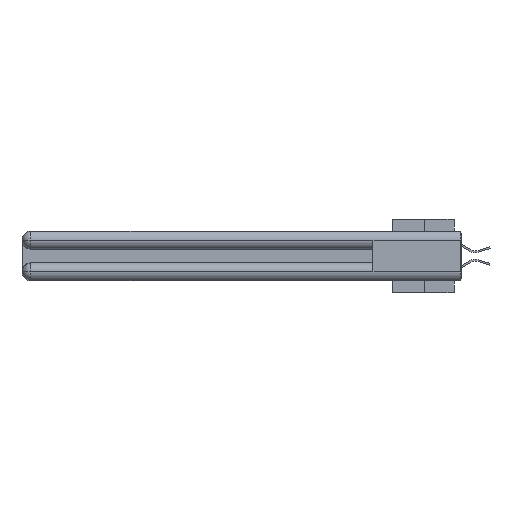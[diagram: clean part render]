
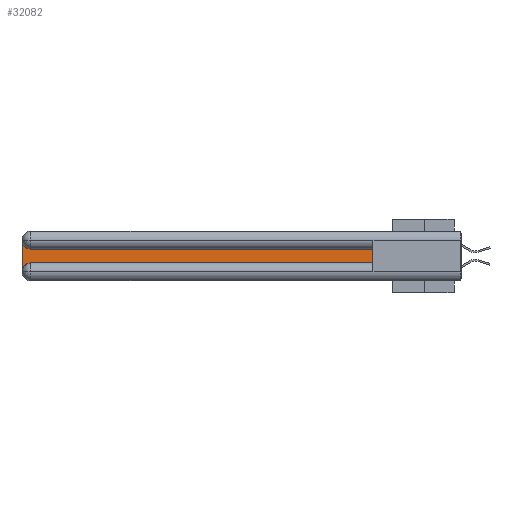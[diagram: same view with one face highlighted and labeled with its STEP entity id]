
A CAD part, left-side view. The second image highlights one B-rep face of the part: STEP entity #32082.
In plain terms, the highlighted planar face has unit normal (-1, 0, 0).
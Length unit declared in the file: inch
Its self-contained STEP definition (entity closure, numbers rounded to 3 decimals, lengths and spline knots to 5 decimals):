
#2237 = CARTESIAN_POINT ( 'NONE',  ( 0.075, 3., -0.0625 ) ) ;
#2490 = LINE ( 'NONE', #14152, #6066 ) ;
#2991 = CARTESIAN_POINT ( 'NONE',  ( 0.075, 3., -0.1225 ) ) ;
#3188 = AXIS2_PLACEMENT_3D ( 'NONE', #2991, #34988, #11992 ) ;
#4203 = VERTEX_POINT ( 'NONE', #15026 ) ;
#5542 = DIRECTION ( 'NONE',  ( 0., -1., 0. ) ) ;
#5595 = EDGE_CURVE ( 'NONE', #10385, #17588, #2490, .T. ) ;
#6066 = VECTOR ( 'NONE', #5542, 39.37008 ) ;
#7045 = LINE ( 'NONE', #12430, #37403 ) ;
#9957 = DIRECTION ( 'NONE',  ( 0., 0., 1. ) ) ;
#10385 = VERTEX_POINT ( 'NONE', #17142 ) ;
#11084 = VERTEX_POINT ( 'NONE', #36287 ) ;
#11617 = PLANE ( 'NONE',  #3188 ) ;
#11992 = DIRECTION ( 'NONE',  ( 0., 0., -1. ) ) ;
#12430 = CARTESIAN_POINT ( 'NONE',  ( 0.075, 3., -0.2175 ) ) ;
#13177 = DIRECTION ( 'NONE',  ( 0., 0., -1. ) ) ;
#14152 = CARTESIAN_POINT ( 'NONE',  ( 0.075, 0.6, -0.2175 ) ) ;
#14461 = FACE_OUTER_BOUND ( 'NONE', #25829, .T. ) ;
#15026 = CARTESIAN_POINT ( 'NONE',  ( 0.075, 0.6, -0.1225 ) ) ;
#15594 = EDGE_CURVE ( 'NONE', #11084, #33285, #31243, .T. ) ;
#16310 = EDGE_CURVE ( 'NONE', #17588, #4203, #18549, .T. ) ;
#16598 = VECTOR ( 'NONE', #9957, 39.37008 ) ;
#16694 = EDGE_CURVE ( 'NONE', #33285, #29798, #7045, .T. ) ;
#17142 = CARTESIAN_POINT ( 'NONE',  ( 0.075, 2.94, -0.2175 ) ) ;
#17291 = ORIENTED_EDGE ( 'NONE', *, *, #19644, .T. ) ;
#17588 = VERTEX_POINT ( 'NONE', #31607 ) ;
#18549 = LINE ( 'NONE', #30242, #16598 ) ;
#19644 = EDGE_CURVE ( 'NONE', #29798, #10385, #21701, .T. ) ;
#20902 = DIRECTION ( 'NONE',  ( 1., 0., 0. ) ) ;
#21701 = CIRCLE ( 'NONE', #31485, 0.06 ) ;
#21952 = ORIENTED_EDGE ( 'NONE', *, *, #34600, .T. ) ;
#24898 = ORIENTED_EDGE ( 'NONE', *, *, #5595, .T. ) ;
#25676 = DIRECTION ( 'NONE',  ( 0., 1., 0. ) ) ;
#25829 = EDGE_LOOP ( 'NONE', ( #21952, #29212, #35283, #17291, #24898, #31892 ) ) ;
#26026 = CARTESIAN_POINT ( 'NONE',  ( 0.075, 3., -0.2775 ) ) ;
#26648 = CARTESIAN_POINT ( 'NONE',  ( 0.075, 2.94, -0.0625 ) ) ;
#26851 = DIRECTION ( 'NONE',  ( 0., 0., -1. ) ) ;
#26954 = DIRECTION ( 'NONE',  ( 0., 0., -1. ) ) ;
#27530 = DIRECTION ( 'NONE',  ( 1., 0., 0. ) ) ;
#29212 = ORIENTED_EDGE ( 'NONE', *, *, #15594, .T. ) ;
#29498 = VECTOR ( 'NONE', #25676, 39.37008 ) ;
#29798 = VERTEX_POINT ( 'NONE', #26026 ) ;
#30019 = CARTESIAN_POINT ( 'NONE',  ( 0.075, 2.94, -0.2775 ) ) ;
#30242 = CARTESIAN_POINT ( 'NONE',  ( 0.075, 0.6, -0.2175 ) ) ;
#31243 = CIRCLE ( 'NONE', #37348, 0.06 ) ;
#31485 = AXIS2_PLACEMENT_3D ( 'NONE', #30019, #27530, #13177 ) ;
#31607 = CARTESIAN_POINT ( 'NONE',  ( 0.075, 0.6, -0.2175 ) ) ;
#31892 = ORIENTED_EDGE ( 'NONE', *, *, #16310, .T. ) ;
#32082 = ADVANCED_FACE ( 'NONE', ( #14461 ), #11617, .F. ) ;
#33285 = VERTEX_POINT ( 'NONE', #2237 ) ;
#34600 = EDGE_CURVE ( 'NONE', #4203, #11084, #34911, .T. ) ;
#34911 = LINE ( 'NONE', #37007, #29498 ) ;
#34988 = DIRECTION ( 'NONE',  ( 1., 0., 0. ) ) ;
#35283 = ORIENTED_EDGE ( 'NONE', *, *, #16694, .T. ) ;
#36287 = CARTESIAN_POINT ( 'NONE',  ( 0.075, 2.94, -0.1225 ) ) ;
#37007 = CARTESIAN_POINT ( 'NONE',  ( 0.075, 0.6, -0.1225 ) ) ;
#37348 = AXIS2_PLACEMENT_3D ( 'NONE', #26648, #20902, #26851 ) ;
#37403 = VECTOR ( 'NONE', #26954, 39.37008 ) ;
